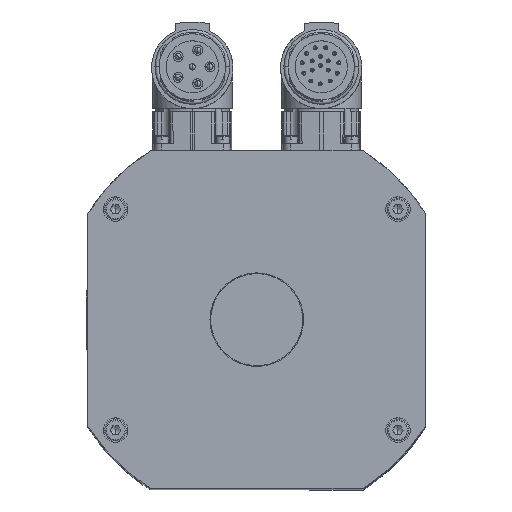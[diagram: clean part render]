
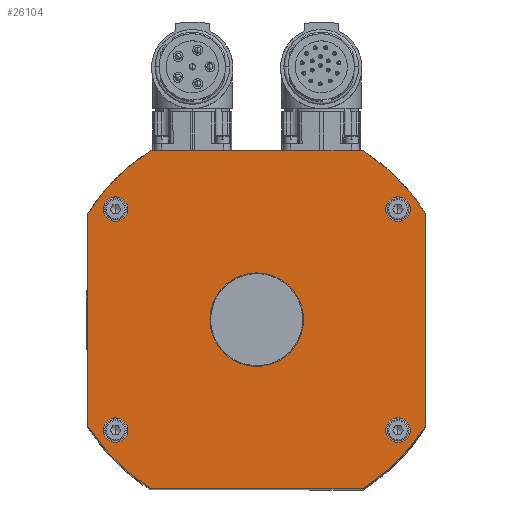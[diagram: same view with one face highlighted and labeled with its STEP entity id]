
A CAD part, top view. The second image highlights one B-rep face of the part: STEP entity #26104.
In plain terms, the highlighted planar face has unit normal (0, 0, 1).
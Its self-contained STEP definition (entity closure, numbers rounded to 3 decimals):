
#9909=CARTESIAN_POINT('',(0.,15.25,273.0));
#9910=VERTEX_POINT('',#9909);
#9926=CARTESIAN_POINT('',(0.,-15.25,273.0));
#9927=VERTEX_POINT('',#9926);
#9934=CARTESIAN_POINT('',(0.,0.,273.0));
#9935=DIRECTION('',(0.0,0.0,-1.0));
#9936=DIRECTION('',(0.0,1.0,0.0));
#9937=AXIS2_PLACEMENT_3D('',#9934,#9935,#9936);
#9938=CIRCLE('',#9937,15.25);
#9939=EDGE_CURVE('',#9910,#9927,#9938,.T.);
#9972=CARTESIAN_POINT('',(46.,32.,273.0));
#9973=VERTEX_POINT('',#9972);
#9989=CARTESIAN_POINT('',(46.,40.,273.0));
#9990=VERTEX_POINT('',#9989);
#9997=CARTESIAN_POINT('',(46.,36.,273.0));
#9998=DIRECTION('',(0.0,0.0,-1.0));
#9999=DIRECTION('',(0.0,-1.0,0.0));
#10000=AXIS2_PLACEMENT_3D('',#9997,#9998,#9999);
#10001=CIRCLE('',#10000,4.0);
#10002=EDGE_CURVE('',#9973,#9990,#10001,.T.);
#10035=CARTESIAN_POINT('',(-46.,32.,273.0));
#10036=VERTEX_POINT('',#10035);
#10052=CARTESIAN_POINT('',(-46.,40.,273.0));
#10053=VERTEX_POINT('',#10052);
#10060=CARTESIAN_POINT('',(-46.,36.,273.0));
#10061=DIRECTION('',(0.0,0.0,-1.0));
#10062=DIRECTION('',(0.0,-1.0,0.0));
#10063=AXIS2_PLACEMENT_3D('',#10060,#10061,#10062);
#10064=CIRCLE('',#10063,4.0);
#10065=EDGE_CURVE('',#10036,#10053,#10064,.T.);
#10098=CARTESIAN_POINT('',(-46.,-40.,273.0));
#10099=VERTEX_POINT('',#10098);
#10115=CARTESIAN_POINT('',(-46.,-32.,273.0));
#10116=VERTEX_POINT('',#10115);
#10123=CARTESIAN_POINT('',(-46.,-36.,273.0));
#10124=DIRECTION('',(0.0,0.0,-1.0));
#10125=DIRECTION('',(0.0,-1.0,0.0));
#10126=AXIS2_PLACEMENT_3D('',#10123,#10124,#10125);
#10127=CIRCLE('',#10126,4.0);
#10128=EDGE_CURVE('',#10099,#10116,#10127,.T.);
#10161=CARTESIAN_POINT('',(46.,-40.,273.0));
#10162=VERTEX_POINT('',#10161);
#10178=CARTESIAN_POINT('',(46.,-32.,273.0));
#10179=VERTEX_POINT('',#10178);
#10186=CARTESIAN_POINT('',(46.,-36.,273.0));
#10187=DIRECTION('',(0.0,0.0,-1.0));
#10188=DIRECTION('',(0.0,-1.0,0.0));
#10189=AXIS2_PLACEMENT_3D('',#10186,#10187,#10188);
#10190=CIRCLE('',#10189,4.0);
#10191=EDGE_CURVE('',#10162,#10179,#10190,.T.);
#25979=CARTESIAN_POINT('',(0.,0.,273.0));
#25980=DIRECTION('',(0.0,0.0,-1.0));
#25981=DIRECTION('',(0.0,1.0,0.0));
#25982=AXIS2_PLACEMENT_3D('',#25979,#25980,#25981);
#25983=PLANE('',#25982);
#25984=CARTESIAN_POINT('',(55.,34.641,273.0));
#25985=VERTEX_POINT('',#25984);
#25986=CARTESIAN_POINT('',(34.641,55.,273.0));
#25987=VERTEX_POINT('',#25986);
#25988=CARTESIAN_POINT('',(0.,0.,273.0));
#25989=DIRECTION('',(0.,0.,1.));
#25990=DIRECTION('',(-0.533,-0.846,0.));
#25991=AXIS2_PLACEMENT_3D('',#25988,#25989,#25990);
#25992=CIRCLE('',#25991,65.);
#25993=EDGE_CURVE('',#25985,#25987,#25992,.T.);
#25994=ORIENTED_EDGE('',*,*,#25993,.T.);
#25995=CARTESIAN_POINT('',(-34.641,55.,273.0));
#25996=VERTEX_POINT('',#25995);
#25997=CARTESIAN_POINT('',(34.641,55.,273.0));
#25998=DIRECTION('',(-1.0,0.0,0.0));
#25999=VECTOR('',#25998,69.282);
#26000=LINE('',#25997,#25999);
#26001=EDGE_CURVE('',#25987,#25996,#26000,.T.);
#26002=ORIENTED_EDGE('',*,*,#26001,.T.);
#26003=CARTESIAN_POINT('',(-55.,34.641,273.0));
#26004=VERTEX_POINT('',#26003);
#26005=CARTESIAN_POINT('',(0.,0.,273.0));
#26006=DIRECTION('',(0.,0.,1.0));
#26007=DIRECTION('',(0.846,-0.533,0.));
#26008=AXIS2_PLACEMENT_3D('',#26005,#26006,#26007);
#26009=CIRCLE('',#26008,65.0);
#26010=EDGE_CURVE('',#25996,#26004,#26009,.T.);
#26011=ORIENTED_EDGE('',*,*,#26010,.T.);
#26012=CARTESIAN_POINT('',(-55.,-34.641,273.0));
#26013=VERTEX_POINT('',#26012);
#26014=CARTESIAN_POINT('',(-55.,34.641,273.0));
#26015=DIRECTION('',(0.0,-1.0,0.0));
#26016=VECTOR('',#26015,69.282);
#26017=LINE('',#26014,#26016);
#26018=EDGE_CURVE('',#26004,#26013,#26017,.T.);
#26019=ORIENTED_EDGE('',*,*,#26018,.T.);
#26020=CARTESIAN_POINT('',(-34.641,-55.,273.0));
#26021=VERTEX_POINT('',#26020);
#26022=CARTESIAN_POINT('',(0.,0.,273.0));
#26023=DIRECTION('',(0.,0.,1.0));
#26024=DIRECTION('',(0.533,0.846,0.));
#26025=AXIS2_PLACEMENT_3D('',#26022,#26023,#26024);
#26026=CIRCLE('',#26025,65.0);
#26027=EDGE_CURVE('',#26013,#26021,#26026,.T.);
#26028=ORIENTED_EDGE('',*,*,#26027,.T.);
#26029=CARTESIAN_POINT('',(34.641,-55.,273.0));
#26030=VERTEX_POINT('',#26029);
#26031=CARTESIAN_POINT('',(-34.641,-55.,273.0));
#26032=DIRECTION('',(1.0,0.0,0.0));
#26033=VECTOR('',#26032,69.282);
#26034=LINE('',#26031,#26033);
#26035=EDGE_CURVE('',#26021,#26030,#26034,.T.);
#26036=ORIENTED_EDGE('',*,*,#26035,.T.);
#26037=CARTESIAN_POINT('',(55.,-34.641,273.0));
#26038=VERTEX_POINT('',#26037);
#26039=CARTESIAN_POINT('',(0.,0.,273.0));
#26040=DIRECTION('',(0.,0.,1.));
#26041=DIRECTION('',(-0.846,0.533,0.));
#26042=AXIS2_PLACEMENT_3D('',#26039,#26040,#26041);
#26043=CIRCLE('',#26042,65.0);
#26044=EDGE_CURVE('',#26030,#26038,#26043,.T.);
#26045=ORIENTED_EDGE('',*,*,#26044,.T.);
#26046=CARTESIAN_POINT('',(55.,-34.641,273.0));
#26047=DIRECTION('',(0.0,1.0,0.0));
#26048=VECTOR('',#26047,69.282);
#26049=LINE('',#26046,#26048);
#26050=EDGE_CURVE('',#26038,#25985,#26049,.T.);
#26051=ORIENTED_EDGE('',*,*,#26050,.T.);
#26052=EDGE_LOOP('',(#25994,#26002,#26011,#26019,#26028,#26036,#26045,#26051));
#26053=FACE_OUTER_BOUND('',#26052,.T.);
#26054=CARTESIAN_POINT('',(0.,0.,273.0));
#26055=DIRECTION('',(0.0,0.0,-1.0));
#26056=DIRECTION('',(0.0,1.0,0.0));
#26057=AXIS2_PLACEMENT_3D('',#26054,#26055,#26056);
#26058=CIRCLE('',#26057,15.25);
#26059=EDGE_CURVE('',#9927,#9910,#26058,.T.);
#26060=ORIENTED_EDGE('',*,*,#26059,.T.);
#26061=ORIENTED_EDGE('',*,*,#9939,.T.);
#26062=EDGE_LOOP('',(#26060,#26061));
#26063=FACE_BOUND('',#26062,.T.);
#26064=ORIENTED_EDGE('',*,*,#10002,.T.);
#26065=CARTESIAN_POINT('',(46.,36.,273.0));
#26066=DIRECTION('',(0.0,0.0,-1.0));
#26067=DIRECTION('',(0.0,-1.0,0.0));
#26068=AXIS2_PLACEMENT_3D('',#26065,#26066,#26067);
#26069=CIRCLE('',#26068,4.0);
#26070=EDGE_CURVE('',#9990,#9973,#26069,.T.);
#26071=ORIENTED_EDGE('',*,*,#26070,.T.);
#26072=EDGE_LOOP('',(#26064,#26071));
#26073=FACE_BOUND('',#26072,.T.);
#26074=ORIENTED_EDGE('',*,*,#10065,.T.);
#26075=CARTESIAN_POINT('',(-46.,36.,273.0));
#26076=DIRECTION('',(0.0,0.0,-1.0));
#26077=DIRECTION('',(0.0,-1.0,0.0));
#26078=AXIS2_PLACEMENT_3D('',#26075,#26076,#26077);
#26079=CIRCLE('',#26078,4.0);
#26080=EDGE_CURVE('',#10053,#10036,#26079,.T.);
#26081=ORIENTED_EDGE('',*,*,#26080,.T.);
#26082=EDGE_LOOP('',(#26074,#26081));
#26083=FACE_BOUND('',#26082,.T.);
#26084=ORIENTED_EDGE('',*,*,#10128,.T.);
#26085=CARTESIAN_POINT('',(-46.,-36.,273.0));
#26086=DIRECTION('',(0.0,0.0,-1.0));
#26087=DIRECTION('',(0.0,-1.0,0.0));
#26088=AXIS2_PLACEMENT_3D('',#26085,#26086,#26087);
#26089=CIRCLE('',#26088,4.0);
#26090=EDGE_CURVE('',#10116,#10099,#26089,.T.);
#26091=ORIENTED_EDGE('',*,*,#26090,.T.);
#26092=EDGE_LOOP('',(#26084,#26091));
#26093=FACE_BOUND('',#26092,.T.);
#26094=ORIENTED_EDGE('',*,*,#10191,.T.);
#26095=CARTESIAN_POINT('',(46.,-36.,273.0));
#26096=DIRECTION('',(0.0,0.0,-1.0));
#26097=DIRECTION('',(0.0,-1.0,0.0));
#26098=AXIS2_PLACEMENT_3D('',#26095,#26096,#26097);
#26099=CIRCLE('',#26098,4.0);
#26100=EDGE_CURVE('',#10179,#10162,#26099,.T.);
#26101=ORIENTED_EDGE('',*,*,#26100,.T.);
#26102=EDGE_LOOP('',(#26094,#26101));
#26103=FACE_BOUND('',#26102,.T.);
#26104=ADVANCED_FACE('',(#26053,#26063,#26073,#26083,#26093,#26103),#25983,.F.);
